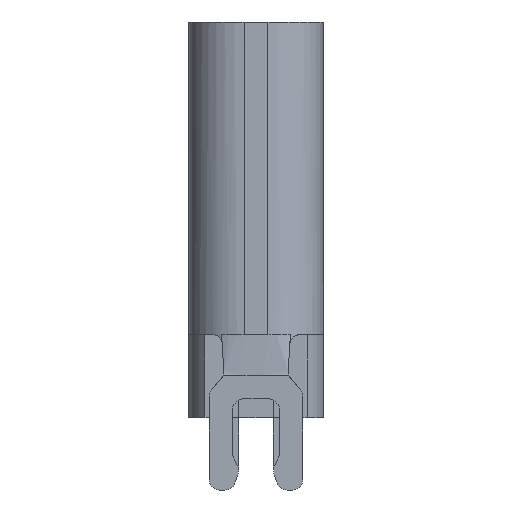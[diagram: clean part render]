
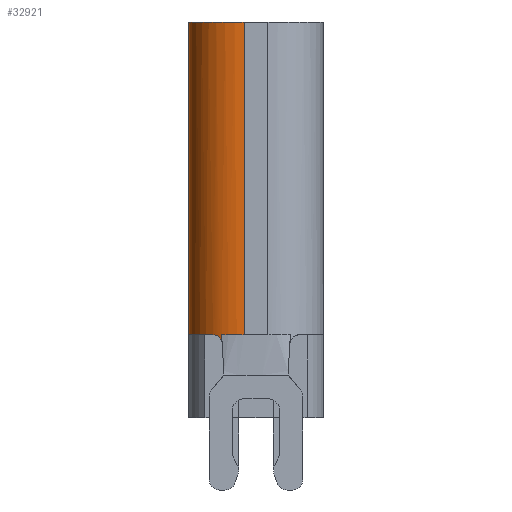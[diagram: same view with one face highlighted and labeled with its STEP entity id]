
A CAD part, left-side view. The second image highlights one B-rep face of the part: STEP entity #32921.
In plain terms, the highlighted cylindrical face has radius 1.3 mm (diameter 2.6 mm), a partial arc.
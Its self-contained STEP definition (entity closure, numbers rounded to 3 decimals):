
#327 = DIRECTION ( 'NONE',  ( 0., 0., 1. ) ) ;
#2237 = CIRCLE ( 'NONE', #10239, 1.3 ) ;
#2638 = CARTESIAN_POINT ( 'NONE',  ( -4.363, 0.797, 1.798 ) ) ;
#4492 = CARTESIAN_POINT ( 'NONE',  ( -4.47, 0.28, 1.95 ) ) ;
#5069 = CYLINDRICAL_SURFACE ( 'NONE', #40524, 1.3 ) ;
#5755 = CARTESIAN_POINT ( 'NONE',  ( -4.36, 0.804, 1.874 ) ) ;
#8117 = VERTEX_POINT ( 'NONE', #14673 ) ;
#8387 = CARTESIAN_POINT ( 'NONE',  ( -4.47, 0.28, 1.95 ) ) ;
#8455 = CARTESIAN_POINT ( 'NONE',  ( -3.17, 0.28, 9.3 ) ) ;
#8927 = CARTESIAN_POINT ( 'NONE',  ( -4.356, 0.811, 1.95 ) ) ;
#9167 = CARTESIAN_POINT ( 'NONE',  ( -3.17, 0.28, 9.3 ) ) ;
#9655 = CARTESIAN_POINT ( 'NONE',  ( -3.17, 1.58, 9.3 ) ) ;
#9706 = CARTESIAN_POINT ( 'NONE',  ( -4.363, 0.796, 1.785 ) ) ;
#10239 = AXIS2_PLACEMENT_3D ( 'NONE', #21195, #23478, #33923 ) ;
#10302 = VECTOR ( 'NONE', #36191, 1000. ) ;
#10318 = ORIENTED_EDGE ( 'NONE', *, *, #27800, .F. ) ;
#11085 = CARTESIAN_POINT ( 'NONE',  ( -4.366, 0.791, 1.723 ) ) ;
#12244 = CARTESIAN_POINT ( 'NONE',  ( -4.366, 0.791, 1.723 ) ) ;
#12662 = VERTEX_POINT ( 'NONE', #9655 ) ;
#14211 = CARTESIAN_POINT ( 'NONE',  ( -4.244, 1.013, 1.95 ) ) ;
#14427 = CARTESIAN_POINT ( 'NONE',  ( -4.31, 0.907, 1.927 ) ) ;
#14673 = CARTESIAN_POINT ( 'NONE',  ( -4.356, 0.811, 1.95 ) ) ;
#14851 = CARTESIAN_POINT ( 'NONE',  ( -4.366, 0.791, 1.723 ) ) ;
#15035 = VERTEX_POINT ( 'NONE', #34630 ) ;
#15132 = EDGE_CURVE ( 'NONE', #40141, #28894, #40296, .T. ) ;
#15649 = EDGE_CURVE ( 'NONE', #12662, #15035, #17880, .T. ) ;
#17094 = CARTESIAN_POINT ( 'NONE',  ( -4.47, 0.32, 1.95 ) ) ;
#17820 = EDGE_LOOP ( 'NONE', ( #10318, #22527, #23799, #36664, #19574, #25245, #29427 ) ) ;
#17880 = CIRCLE ( 'NONE', #25226, 1.3 ) ;
#17926 = CARTESIAN_POINT ( 'NONE',  ( -3.17, 1.58, 9.3 ) ) ;
#18098 = CARTESIAN_POINT ( 'NONE',  ( -3.17, 1.58, 1.95 ) ) ;
#18133 = LINE ( 'NONE', #17926, #29213 ) ;
#19574 = ORIENTED_EDGE ( 'NONE', *, *, #24964, .F. ) ;
#20599 = VERTEX_POINT ( 'NONE', #8387 ) ;
#21195 = CARTESIAN_POINT ( 'NONE',  ( -3.17, 0.28, 1.95 ) ) ;
#22527 = ORIENTED_EDGE ( 'NONE', *, *, #26492, .F. ) ;
#23478 = DIRECTION ( 'NONE',  ( 0., 0., -1. ) ) ;
#23694 = EDGE_CURVE ( 'NONE', #12662, #27339, #18133, .T. ) ;
#23799 = ORIENTED_EDGE ( 'NONE', *, *, #15649, .F. ) ;
#23801 = CARTESIAN_POINT ( 'NONE',  ( -4.373, 0.775, 1.95 ) ) ;
#24964 = EDGE_CURVE ( 'NONE', #40141, #27339, #2237, .T. ) ;
#25137 = B_SPLINE_CURVE_WITH_KNOTS ( 'NONE', 3,
 ( #4492, #17094, #39633, #29868, #36721, #23801, #39424 ),
 .UNSPECIFIED., .F., .F.,
 ( 4, 1, 1, 1, 4 ),
 ( 0., 0.25, 0.5, 0.75, 1. ),
 .UNSPECIFIED. ) ;
#25226 = AXIS2_PLACEMENT_3D ( 'NONE', #9167, #327, #34903 ) ;
#25245 = ORIENTED_EDGE ( 'NONE', *, *, #15132, .T. ) ;
#26396 = LINE ( 'NONE', #32866, #10302 ) ;
#26492 = EDGE_CURVE ( 'NONE', #15035, #20599, #26396, .T. ) ;
#27029 = CARTESIAN_POINT ( 'NONE',  ( -4.352, 0.824, 1.844 ) ) ;
#27251 = CARTESIAN_POINT ( 'NONE',  ( -4.279, 0.961, 1.95 ) ) ;
#27339 = VERTEX_POINT ( 'NONE', #18098 ) ;
#27800 = EDGE_CURVE ( 'NONE', #20599, #8117, #25137, .T. ) ;
#28506 = B_SPLINE_CURVE_WITH_KNOTS ( 'NONE', 3,
 ( #8927, #5755, #2638, #12244 ),
 .UNSPECIFIED., .F., .F.,
 ( 4, 4 ),
 ( 0., 0. ),
 .UNSPECIFIED. ) ;
#28894 = VERTEX_POINT ( 'NONE', #14851 ) ;
#29213 = VECTOR ( 'NONE', #36702, 1000. ) ;
#29427 = ORIENTED_EDGE ( 'NONE', *, *, #30448, .F. ) ;
#29868 = CARTESIAN_POINT ( 'NONE',  ( -4.444, 0.554, 1.95 ) ) ;
#30448 = EDGE_CURVE ( 'NONE', #8117, #28894, #28506, .T. ) ;
#31067 = FACE_OUTER_BOUND ( 'NONE', #17820, .T. ) ;
#32866 = CARTESIAN_POINT ( 'NONE',  ( -4.47, 0.28, 9.3 ) ) ;
#32921 = ADVANCED_FACE ( 'NONE', ( #31067 ), #5069, .T. ) ;
#33923 = DIRECTION ( 'NONE',  ( -1., 0., 0. ) ) ;
#34630 = CARTESIAN_POINT ( 'NONE',  ( -4.47, 0.28, 9.3 ) ) ;
#34903 = DIRECTION ( 'NONE',  ( -1., 0., 0. ) ) ;
#35661 = CARTESIAN_POINT ( 'NONE',  ( -4.244, 1.013, 1.95 ) ) ;
#36191 = DIRECTION ( 'NONE',  ( 0., 0., -1. ) ) ;
#36664 = ORIENTED_EDGE ( 'NONE', *, *, #23694, .T. ) ;
#36702 = DIRECTION ( 'NONE',  ( 0., 0., -1. ) ) ;
#36721 = CARTESIAN_POINT ( 'NONE',  ( -4.404, 0.696, 1.95 ) ) ;
#37738 = DIRECTION ( 'NONE',  ( 0., 0., -1. ) ) ;
#39424 = CARTESIAN_POINT ( 'NONE',  ( -4.356, 0.811, 1.95 ) ) ;
#39633 = CARTESIAN_POINT ( 'NONE',  ( -4.466, 0.407, 1.95 ) ) ;
#40011 = DIRECTION ( 'NONE',  ( -1., 0., 0. ) ) ;
#40141 = VERTEX_POINT ( 'NONE', #35661 ) ;
#40296 = B_SPLINE_CURVE_WITH_KNOTS ( 'NONE', 3,
 ( #14211, #27251, #14427, #27029, #9706, #11085 ),
 .UNSPECIFIED., .F., .F.,
 ( 4, 2, 4 ),
 ( 0., 0., 0. ),
 .UNSPECIFIED. ) ;
#40524 = AXIS2_PLACEMENT_3D ( 'NONE', #8455, #37738, #40011 ) ;
